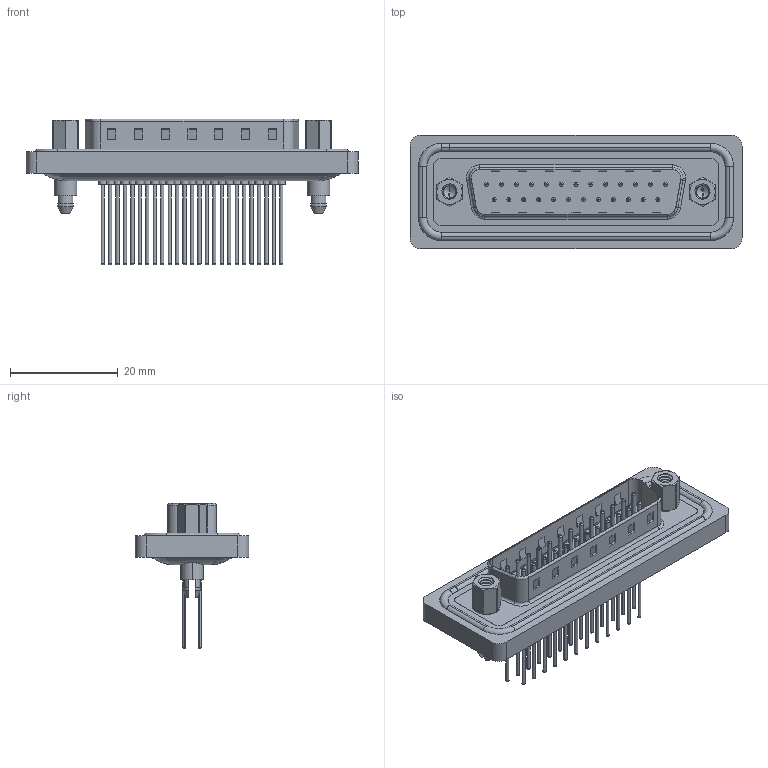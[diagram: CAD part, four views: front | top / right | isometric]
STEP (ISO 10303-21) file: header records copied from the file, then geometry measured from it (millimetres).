
FILE_DESCRIPTION (( 'STEP AP203' ), '1' );
FILE_NAME ('627-W25-621-013.STEP', '2020-09-11T21:58:15', ( '' ), ( '' ), 'SwSTEP 2.0', 'SolidWorks 2020', '' );
FILE_SCHEMA (( 'CONFIG_CONTROL_DESIGN' ));
Length unit declared in the file: millimetre
Products named in the file (8): 627W Shell Front_25 Contacts; 627W 4-40 Hex Standoff; 627W Waterproof Housing_25 Contacts BL; 627-W25-621-013; 627W 4-40 Threaded Boardlock; 627W Contact Row 1_21; 627W Contact Row 2_21; 627W Housing_25 Contacts
Assembly tree (32 placements, depth 2):
  627-W25-621-013
    627W Housing_25 Contacts
    627W Shell Front_25 Contacts
    627W Contact Row 1_21  x13
    627W Contact Row 2_21  x12
    627W Waterproof Housing_25 Contacts BL
    627W 4-40 Threaded Boardlock  x2
    627W 4-40 Hex Standoff  x2
Bounding box: 61.74 x 21.1 x 27.15 mm (x, y, z)
Volume: 6447.2 mm3; surface area: 11350.9 mm2
Topology: 33 solids, 33 shells, 1541 faces, 3496 edges, 2157 vertices
Faces by surface type: cylinder 648, torus 443, plane 394, cone 34, bspline 22
Entity records: 28998 total; most frequent: CARTESIAN_POINT 8803, DIRECTION 4093, ORIENTED_EDGE 3758, EDGE_CURVE 1879, AXIS2_PLACEMENT_3D 1611, VERTEX_POINT 1213, EDGE_LOOP 964, VECTOR 871
